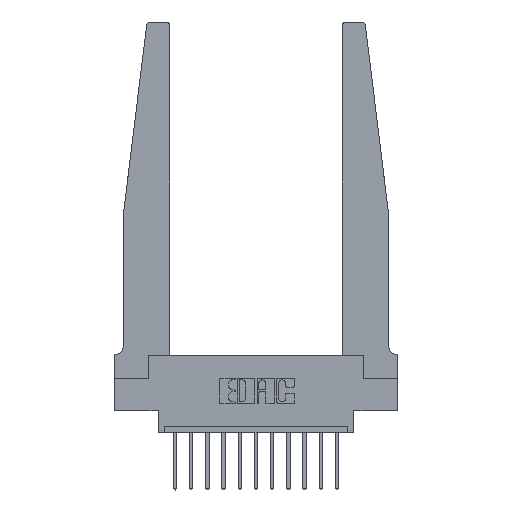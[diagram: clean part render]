
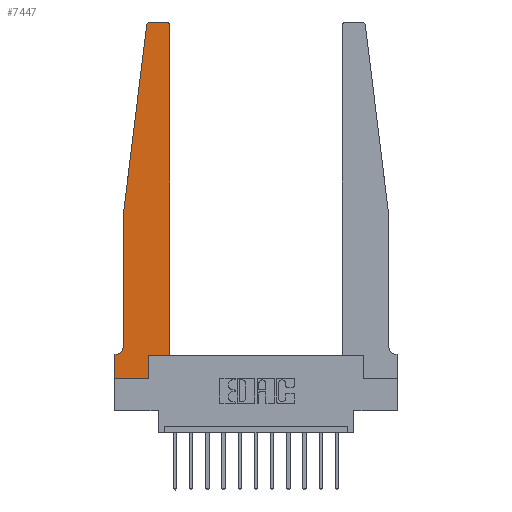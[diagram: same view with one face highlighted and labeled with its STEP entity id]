
A CAD part, top view. The second image highlights one B-rep face of the part: STEP entity #7447.
In plain terms, the highlighted planar face has unit normal (0, 0, 1).
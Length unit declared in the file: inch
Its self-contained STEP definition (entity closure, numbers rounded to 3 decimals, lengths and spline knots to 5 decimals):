
#105 = EDGE_LOOP ( 'NONE', ( #12605, #9379, #9399, #7605, #11301, #14746, #10510, #12245, #7667, #6303, #3909, #10659 ) ) ;
#163 = CARTESIAN_POINT ( 'NONE',  ( 0., 0., 0.37 ) ) ;
#205 = CARTESIAN_POINT ( 'NONE',  ( 0., 0.1875, 0.37 ) ) ;
#311 = CARTESIAN_POINT ( 'NONE',  ( 0.065, 1.25, 0.37 ) ) ;
#782 = EDGE_CURVE ( 'NONE', #13203, #11297, #3921, .T. ) ;
#798 = EDGE_CURVE ( 'NONE', #9193, #1413, #11609, .T. ) ;
#912 = CARTESIAN_POINT ( 'NONE',  ( 0.065, 1.25, 0.37 ) ) ;
#952 = VECTOR ( 'NONE', #6270, 39.37008 ) ;
#961 = VERTEX_POINT ( 'NONE', #2857 ) ;
#1194 = EDGE_CURVE ( 'NONE', #5752, #6420, #6643, .T. ) ;
#1385 = DIRECTION ( 'NONE',  ( 0., 0., 1. ) ) ;
#1413 = VERTEX_POINT ( 'NONE', #205 ) ;
#1418 = EDGE_CURVE ( 'NONE', #5033, #11444, #2542, .T. ) ;
#1605 = VECTOR ( 'NONE', #5106, 39.37008 ) ;
#1809 = VECTOR ( 'NONE', #2972, 39.37008 ) ;
#1876 = VECTOR ( 'NONE', #15196, 39.37008 ) ;
#2151 = DIRECTION ( 'NONE',  ( -0.122, -0.992, 0. ) ) ;
#2304 = LINE ( 'NONE', #8502, #952 ) ;
#2310 = DIRECTION ( 'NONE',  ( -1., 0., 0. ) ) ;
#2482 = CARTESIAN_POINT ( 'NONE',  ( 0.425, 2.72, 0.37 ) ) ;
#2542 = CIRCLE ( 'NONE', #7309, 0.03 ) ;
#2596 = DIRECTION ( 'NONE',  ( 1., 0., 0. ) ) ;
#2857 = CARTESIAN_POINT ( 'NONE',  ( 0.24675, 2.72367, 0.37 ) ) ;
#2874 = CARTESIAN_POINT ( 'NONE',  ( 0.065, 0.1875, 0.37 ) ) ;
#2972 = DIRECTION ( 'NONE',  ( -1., 0., 0. ) ) ;
#3240 = CARTESIAN_POINT ( 'NONE',  ( 0.425, 0.18, 0.37 ) ) ;
#3701 = LINE ( 'NONE', #14974, #7795 ) ;
#3909 = ORIENTED_EDGE ( 'NONE', *, *, #14900, .T. ) ;
#3921 = LINE ( 'NONE', #9078, #13343 ) ;
#4032 = EDGE_CURVE ( 'NONE', #11444, #12194, #3701, .T. ) ;
#4138 = CARTESIAN_POINT ( 'NONE',  ( 0.065, 1.25, 0.37 ) ) ;
#4165 = DIRECTION ( 'NONE',  ( 1., 0., 0. ) ) ;
#4170 = DIRECTION ( 'NONE',  ( 1., 0., 0. ) ) ;
#4327 = CARTESIAN_POINT ( 'NONE',  ( 0.2605, 0.18, 0.37 ) ) ;
#4763 = VECTOR ( 'NONE', #7584, 39.37008 ) ;
#5004 = DIRECTION ( 'NONE',  ( 0., 0., -1. ) ) ;
#5033 = VERTEX_POINT ( 'NONE', #2482 ) ;
#5106 = DIRECTION ( 'NONE',  ( 1., 0., 0. ) ) ;
#5398 = EDGE_CURVE ( 'NONE', #961, #15066, #12713, .T. ) ;
#5554 = VERTEX_POINT ( 'NONE', #13685 ) ;
#5752 = VERTEX_POINT ( 'NONE', #12529 ) ;
#6270 = DIRECTION ( 'NONE',  ( 0., 1., 0. ) ) ;
#6303 = ORIENTED_EDGE ( 'NONE', *, *, #782, .T. ) ;
#6337 = CARTESIAN_POINT ( 'NONE',  ( 0.27653, 2.72, 0.37 ) ) ;
#6420 = VERTEX_POINT ( 'NONE', #10968 ) ;
#6643 = LINE ( 'NONE', #14762, #1605 ) ;
#6795 = VECTOR ( 'NONE', #2151, 39.37008 ) ;
#7309 = AXIS2_PLACEMENT_3D ( 'NONE', #10395, #12877, #4165 ) ;
#7447 = ADVANCED_FACE ( 'NONE', ( #12672 ), #12618, .T. ) ;
#7584 = DIRECTION ( 'NONE',  ( 0., -1., 0. ) ) ;
#7605 = ORIENTED_EDGE ( 'NONE', *, *, #8047, .T. ) ;
#7667 = ORIENTED_EDGE ( 'NONE', *, *, #15486, .T. ) ;
#7795 = VECTOR ( 'NONE', #10053, 39.37008 ) ;
#8047 = EDGE_CURVE ( 'NONE', #15066, #5554, #10347, .T. ) ;
#8475 = EDGE_CURVE ( 'NONE', #1413, #5752, #9411, .T. ) ;
#8502 = CARTESIAN_POINT ( 'NONE',  ( 0.2605, 0.18, 0.37 ) ) ;
#9078 = CARTESIAN_POINT ( 'NONE',  ( 0.425, 0.18, 0.37 ) ) ;
#9193 = VERTEX_POINT ( 'NONE', #14033 ) ;
#9302 = AXIS2_PLACEMENT_3D ( 'NONE', #10201, #11536, #4170 ) ;
#9379 = ORIENTED_EDGE ( 'NONE', *, *, #15608, .T. ) ;
#9399 = ORIENTED_EDGE ( 'NONE', *, *, #5398, .T. ) ;
#9411 = LINE ( 'NONE', #163, #4763 ) ;
#10053 = DIRECTION ( 'NONE',  ( -1., 0., 0. ) ) ;
#10201 = CARTESIAN_POINT ( 'NONE',  ( 0., 0.1875, 0.37 ) ) ;
#10232 = VECTOR ( 'NONE', #11843, 39.37008 ) ;
#10347 = LINE ( 'NONE', #4138, #1876 ) ;
#10394 = AXIS2_PLACEMENT_3D ( 'NONE', #6337, #1385, #12478 ) ;
#10395 = CARTESIAN_POINT ( 'NONE',  ( 0.395, 2.72, 0.37 ) ) ;
#10510 = ORIENTED_EDGE ( 'NONE', *, *, #8475, .T. ) ;
#10659 = ORIENTED_EDGE ( 'NONE', *, *, #1418, .T. ) ;
#10968 = CARTESIAN_POINT ( 'NONE',  ( 0.2605, 0., 0.37 ) ) ;
#11297 = VERTEX_POINT ( 'NONE', #11345 ) ;
#11301 = ORIENTED_EDGE ( 'NONE', *, *, #15338, .T. ) ;
#11345 = CARTESIAN_POINT ( 'NONE',  ( 0.425, 0.18, 0.37 ) ) ;
#11444 = VERTEX_POINT ( 'NONE', #14225 ) ;
#11536 = DIRECTION ( 'NONE',  ( 0., 0., 1. ) ) ;
#11609 = LINE ( 'NONE', #2874, #1809 ) ;
#11843 = DIRECTION ( 'NONE',  ( 0., 1., 0. ) ) ;
#12194 = VERTEX_POINT ( 'NONE', #13259 ) ;
#12245 = ORIENTED_EDGE ( 'NONE', *, *, #1194, .T. ) ;
#12298 = CARTESIAN_POINT ( 'NONE',  ( 0.015, 0.2375, 0.37 ) ) ;
#12478 = DIRECTION ( 'NONE',  ( 1., 0., 0. ) ) ;
#12529 = CARTESIAN_POINT ( 'NONE',  ( 0., 0., 0.37 ) ) ;
#12605 = ORIENTED_EDGE ( 'NONE', *, *, #4032, .T. ) ;
#12618 = PLANE ( 'NONE',  #9302 ) ;
#12672 = FACE_OUTER_BOUND ( 'NONE', #105, .T. ) ;
#12713 = LINE ( 'NONE', #912, #6795 ) ;
#12877 = DIRECTION ( 'NONE',  ( 0., 0., 1. ) ) ;
#13203 = VERTEX_POINT ( 'NONE', #4327 ) ;
#13259 = CARTESIAN_POINT ( 'NONE',  ( 0.27653, 2.75, 0.37 ) ) ;
#13343 = VECTOR ( 'NONE', #2596, 39.37008 ) ;
#13685 = CARTESIAN_POINT ( 'NONE',  ( 0.065, 0.2375, 0.37 ) ) ;
#13878 = CIRCLE ( 'NONE', #15333, 0.05 ) ;
#14033 = CARTESIAN_POINT ( 'NONE',  ( 0.015, 0.1875, 0.37 ) ) ;
#14225 = CARTESIAN_POINT ( 'NONE',  ( 0.395, 2.75, 0.37 ) ) ;
#14411 = CIRCLE ( 'NONE', #10394, 0.03 ) ;
#14746 = ORIENTED_EDGE ( 'NONE', *, *, #798, .T. ) ;
#14762 = CARTESIAN_POINT ( 'NONE',  ( 0., 0., 0.37 ) ) ;
#14900 = EDGE_CURVE ( 'NONE', #11297, #5033, #15798, .T. ) ;
#14974 = CARTESIAN_POINT ( 'NONE',  ( 0.25, 2.75, 0.37 ) ) ;
#15066 = VERTEX_POINT ( 'NONE', #311 ) ;
#15196 = DIRECTION ( 'NONE',  ( 0., -1., 0. ) ) ;
#15333 = AXIS2_PLACEMENT_3D ( 'NONE', #12298, #5004, #2310 ) ;
#15338 = EDGE_CURVE ( 'NONE', #5554, #9193, #13878, .T. ) ;
#15486 = EDGE_CURVE ( 'NONE', #6420, #13203, #2304, .T. ) ;
#15608 = EDGE_CURVE ( 'NONE', #12194, #961, #14411, .T. ) ;
#15798 = LINE ( 'NONE', #3240, #10232 ) ;
